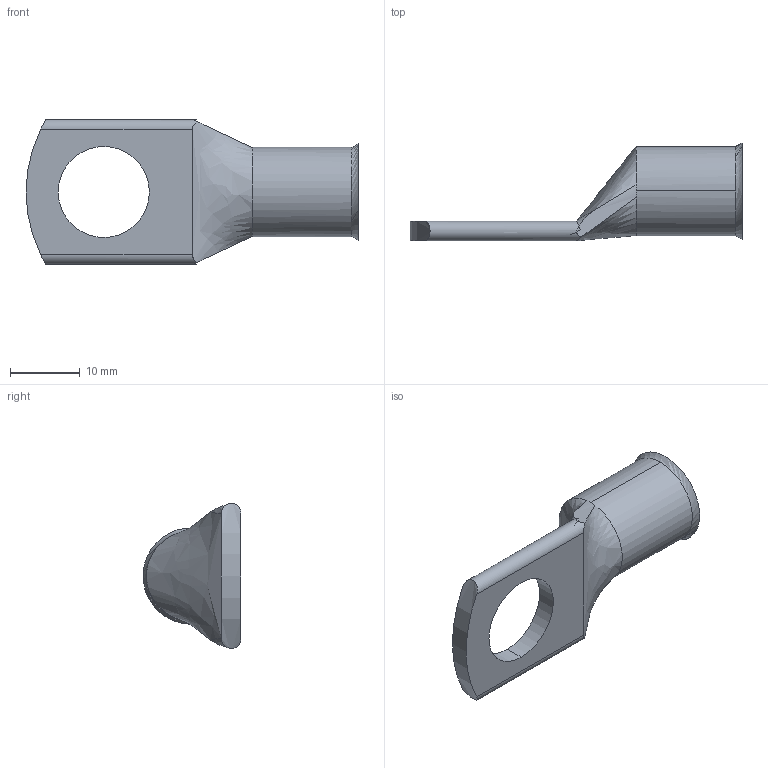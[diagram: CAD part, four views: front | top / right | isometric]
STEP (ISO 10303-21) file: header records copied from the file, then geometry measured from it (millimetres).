
FILE_DESCRIPTION (( 'STEP AP214' ), '1' );
FILE_NAME ('MD1012UW.STEP', '2022-06-27T11:16:11', ( '' ), ( '' ), 'SwSTEP 2.0', 'SolidWorks 2021', '' );
FILE_SCHEMA (( 'AUTOMOTIVE_DESIGN' ));
Length unit declared in the file: inch
Products named in the file (1): MD1012UW
Bounding box: 47.69 x 14.06 x 20.83 mm (x, y, z)
Volume: 2207.9 mm3; surface area: 2794.4 mm2
Topology: 1 solids, 1 shells, 31 faces, 84 edges, 56 vertices
Faces by surface type: bspline 16, cylinder 10, plane 3, cone 2
Entity records: 4619 total; most frequent: CARTESIAN_POINT 3909, ORIENTED_EDGE 168, DIRECTION 95, EDGE_CURVE 84, VERTEX_POINT 56, B_SPLINE_CURVE_WITH_KNOTS 43, AXIS2_PLACEMENT_3D 38, EDGE_LOOP 34
